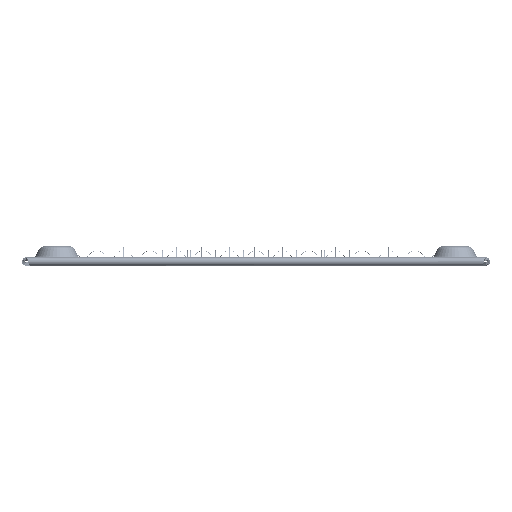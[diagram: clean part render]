
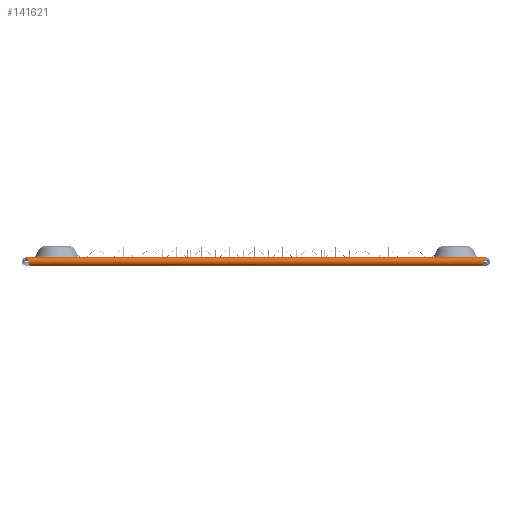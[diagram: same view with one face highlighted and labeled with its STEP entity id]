
A CAD part, front view. The second image highlights one B-rep face of the part: STEP entity #141621.
In plain terms, the highlighted cylindrical face has radius 0.75 mm (diameter 1.5 mm), a partial arc.
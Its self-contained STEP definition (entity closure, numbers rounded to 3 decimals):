
#2719 = FACE_OUTER_BOUND ( 'NONE', #235393, .T. ) ;
#2816 = B_SPLINE_CURVE_WITH_KNOTS ( 'NONE', 3,
 ( #181549, #120010, #138433, #242178, #178073, #98969, #140212, #39945, #239549, #57588 ),
 .UNSPECIFIED., .F., .F.,
 ( 4, 2, 2, 2, 4 ),
 ( 0., 0.25, 0.5, 0.75, 1. ),
 .UNSPECIFIED. ) ;
#14573 = CARTESIAN_POINT ( 'NONE',  ( -41.16, -41.16, 0. ) ) ;
#14611 = B_SPLINE_CURVE_WITH_KNOTS ( 'NONE', 3,
 ( #192257, #210744, #49001, #130740, #112266, #71832, #189695, #150936, #185266, #69226 ),
 .UNSPECIFIED., .F., .F.,
 ( 4, 2, 2, 2, 4 ),
 ( 0., 0.25, 0.5, 0.75, 1. ),
 .UNSPECIFIED. ) ;
#27089 = VERTEX_POINT ( 'NONE', #210105 ) ;
#38762 = VERTEX_POINT ( 'NONE', #92048 ) ;
#39945 = CARTESIAN_POINT ( 'NONE',  ( 40.571, -41.551, -1.419 ) ) ;
#40235 = DIRECTION ( 'NONE',  ( -1., 0., 0. ) ) ;
#49001 = CARTESIAN_POINT ( 'NONE',  ( -40.571, -41.551, -1.419 ) ) ;
#49381 = AXIS2_PLACEMENT_3D ( 'NONE', #118574, #40235, #238112 ) ;
#57588 = CARTESIAN_POINT ( 'NONE',  ( 40.453, -41.16, -1.5 ) ) ;
#65480 = ORIENTED_EDGE ( 'NONE', *, *, #152103, .F. ) ;
#69226 = CARTESIAN_POINT ( 'NONE',  ( -41.16, -41.16, 0. ) ) ;
#71832 = CARTESIAN_POINT ( 'NONE',  ( -40.865, -41.91, -0.554 ) ) ;
#74488 = DIRECTION ( 'NONE',  ( 1., 0., 0. ) ) ;
#80929 = LINE ( 'NONE', #14573, #184898 ) ;
#92048 = CARTESIAN_POINT ( 'NONE',  ( -41.16, -41.16, 0. ) ) ;
#98969 = CARTESIAN_POINT ( 'NONE',  ( 40.748, -41.91, -0.946 ) ) ;
#100224 = CYLINDRICAL_SURFACE ( 'NONE', #49381, 0.75 ) ;
#112266 = CARTESIAN_POINT ( 'NONE',  ( -40.748, -41.91, -0.946 ) ) ;
#118574 = CARTESIAN_POINT ( 'NONE',  ( -41.16, -41.16, -0.75 ) ) ;
#120010 = CARTESIAN_POINT ( 'NONE',  ( 41.101, -41.356, 0. ) ) ;
#129364 = ORIENTED_EDGE ( 'NONE', *, *, #253566, .F. ) ;
#130740 = CARTESIAN_POINT ( 'NONE',  ( -40.689, -41.829, -1.141 ) ) ;
#136361 = VECTOR ( 'NONE', #237690, 1000. ) ;
#138144 = ORIENTED_EDGE ( 'NONE', *, *, #159302, .F. ) ;
#138433 = CARTESIAN_POINT ( 'NONE',  ( 41.042, -41.551, -0.081 ) ) ;
#140212 = CARTESIAN_POINT ( 'NONE',  ( 40.689, -41.829, -1.141 ) ) ;
#141621 = ADVANCED_FACE ( 'NONE', ( #2719 ), #100224, .T. ) ;
#149813 = ORIENTED_EDGE ( 'NONE', *, *, #151184, .T. ) ;
#150936 = CARTESIAN_POINT ( 'NONE',  ( -41.042, -41.551, -0.081 ) ) ;
#151184 = EDGE_CURVE ( 'NONE', #27089, #202816, #152288, .T. ) ;
#151884 = CARTESIAN_POINT ( 'NONE',  ( 41.16, -41.16, 0. ) ) ;
#152103 = EDGE_CURVE ( 'NONE', #27089, #38762, #14611, .T. ) ;
#152288 = LINE ( 'NONE', #239412, #136361 ) ;
#159302 = EDGE_CURVE ( 'NONE', #38762, #213255, #80929, .T. ) ;
#178073 = CARTESIAN_POINT ( 'NONE',  ( 40.865, -41.91, -0.554 ) ) ;
#181549 = CARTESIAN_POINT ( 'NONE',  ( 41.16, -41.16, 0. ) ) ;
#184898 = VECTOR ( 'NONE', #74488, 1000. ) ;
#185266 = CARTESIAN_POINT ( 'NONE',  ( -41.101, -41.356, 0. ) ) ;
#189695 = CARTESIAN_POINT ( 'NONE',  ( -40.924, -41.829, -0.359 ) ) ;
#192257 = CARTESIAN_POINT ( 'NONE',  ( -40.453, -41.16, -1.5 ) ) ;
#202816 = VERTEX_POINT ( 'NONE', #235826 ) ;
#210105 = CARTESIAN_POINT ( 'NONE',  ( -40.453, -41.16, -1.5 ) ) ;
#210744 = CARTESIAN_POINT ( 'NONE',  ( -40.512, -41.356, -1.5 ) ) ;
#213255 = VERTEX_POINT ( 'NONE', #151884 ) ;
#235393 = EDGE_LOOP ( 'NONE', ( #138144, #65480, #149813, #129364 ) ) ;
#235826 = CARTESIAN_POINT ( 'NONE',  ( 40.453, -41.16, -1.5 ) ) ;
#237690 = DIRECTION ( 'NONE',  ( 1., 0., 0. ) ) ;
#238112 = DIRECTION ( 'NONE',  ( 0., 0., -1. ) ) ;
#239412 = CARTESIAN_POINT ( 'NONE',  ( 0., -41.16, -1.5 ) ) ;
#239549 = CARTESIAN_POINT ( 'NONE',  ( 40.512, -41.356, -1.5 ) ) ;
#242178 = CARTESIAN_POINT ( 'NONE',  ( 40.924, -41.829, -0.359 ) ) ;
#253566 = EDGE_CURVE ( 'NONE', #213255, #202816, #2816, .T. ) ;
